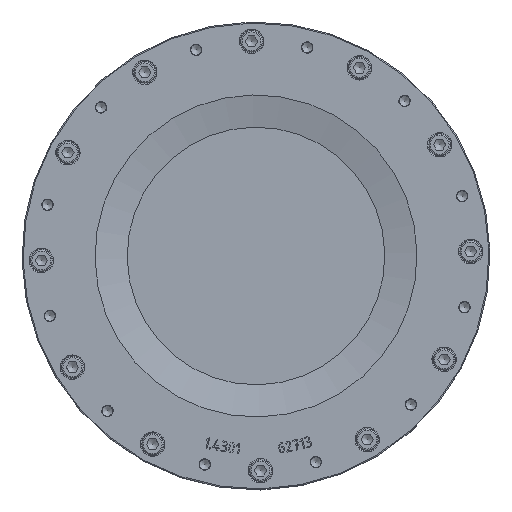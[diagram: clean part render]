
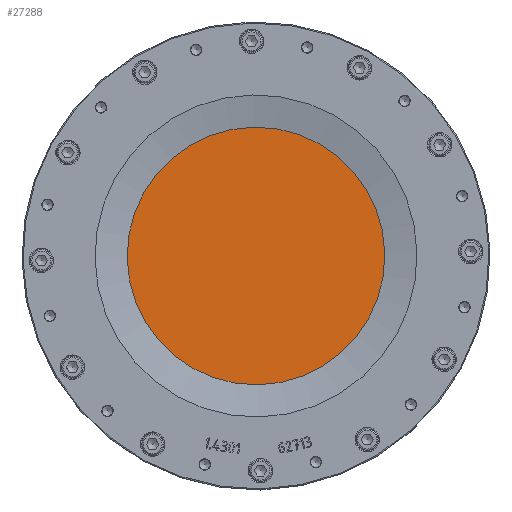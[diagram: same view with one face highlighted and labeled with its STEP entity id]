
A CAD part, top view. The second image highlights one B-rep face of the part: STEP entity #27288.
In plain terms, the highlighted face is planar.
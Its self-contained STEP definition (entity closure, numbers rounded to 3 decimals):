
#3444=PLANE('',#30194);
#4930=FACE_OUTER_BOUND('',#6763,.T.);
#6763=EDGE_LOOP('',(#24819));
#11206=CIRCLE('',#30190,73.);
#13569=VERTEX_POINT('',#56418);
#17358=EDGE_CURVE('',#13569,#13569,#11206,.T.);
#24819=ORIENTED_EDGE('',*,*,#17358,.F.);
#27288=ADVANCED_FACE('',(#4930),#3444,.F.);
#30190=AXIS2_PLACEMENT_3D('',#56419,#36565,#36566);
#30194=AXIS2_PLACEMENT_3D('',#56427,#36575,#36576);
#36565=DIRECTION('center_axis',(0.,0.,1.));
#36566=DIRECTION('ref_axis',(-1.,0.,0.));
#36575=DIRECTION('center_axis',(0.,0.,1.));
#36576=DIRECTION('ref_axis',(1.,0.,0.));
#56418=CARTESIAN_POINT('',(73.,0.,0.));
#56419=CARTESIAN_POINT('Origin',(0.,0.,0.));
#56427=CARTESIAN_POINT('Origin',(0.,0.,
0.));
